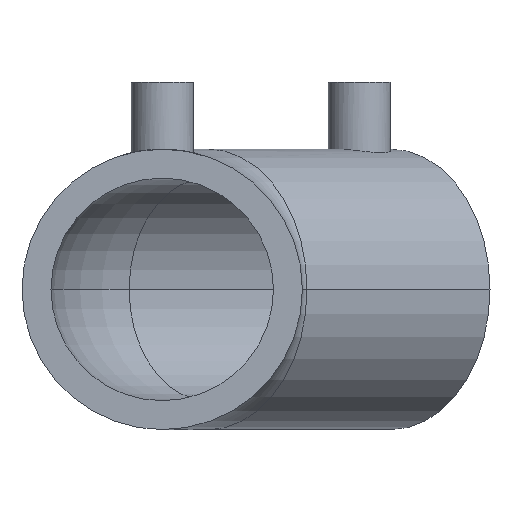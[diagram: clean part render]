
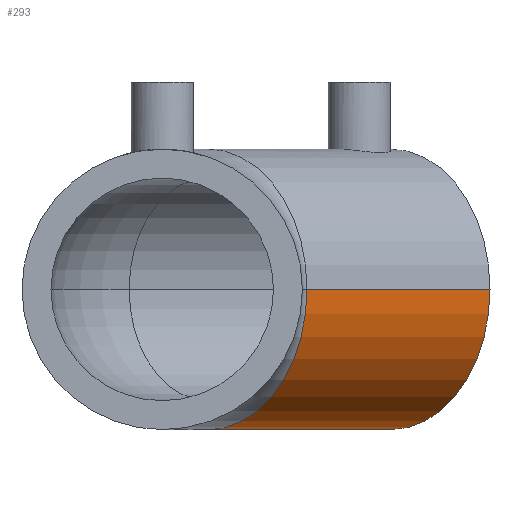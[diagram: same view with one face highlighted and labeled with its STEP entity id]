
A CAD part, front view. The second image highlights one B-rep face of the part: STEP entity #293.
In plain terms, the highlighted cylindrical face has radius 31.5 mm (diameter 63 mm), a partial arc.
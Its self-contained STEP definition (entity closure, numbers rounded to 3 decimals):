
#8 = VECTOR ( 'NONE', #242, 1000. ) ;
#82 = CARTESIAN_POINT ( 'NONE',  ( 29.089, 146.274, 0. ) ) ;
#102 = EDGE_CURVE ( 'NONE', #715, #1019, #477, .T. ) ;
#173 = DIRECTION ( 'NONE',  ( 0.707, 0.707, 0. ) ) ;
#200 = CIRCLE ( 'NONE', #340, 31.5 ) ;
#219 = EDGE_LOOP ( 'NONE', ( #539, #1043, #708, #765 ) ) ;
#237 = CARTESIAN_POINT ( 'NONE',  ( -12.023, 105.163, 0. ) ) ;
#242 = DIRECTION ( 'NONE',  ( 0.707, 0.707, 0. ) ) ;
#262 = DIRECTION ( 'NONE',  ( -0.707, 0.707, 0. ) ) ;
#293 = ADVANCED_FACE ( 'NONE', ( #873 ), #853, .T. ) ;
#329 = AXIS2_PLACEMENT_3D ( 'NONE', #888, #475, #485 ) ;
#340 = AXIS2_PLACEMENT_3D ( 'NONE', #936, #173, #513 ) ;
#364 = DIRECTION ( 'NONE',  ( 0.707, 0.707, 0. ) ) ;
#460 = CARTESIAN_POINT ( 'NONE',  ( 32.525, 60.615, 0. ) ) ;
#464 = EDGE_CURVE ( 'NONE', #637, #715, #720, .T. ) ;
#475 = DIRECTION ( 'NONE',  ( 0.707, 0.707, 0. ) ) ;
#477 = CIRCLE ( 'NONE', #329, 31.5 ) ;
#485 = DIRECTION ( 'NONE',  ( 0., 0., 1. ) ) ;
#513 = DIRECTION ( 'NONE',  ( 0., 0., 1. ) ) ;
#518 = DIRECTION ( 'NONE',  ( 0.707, 0.707, 0. ) ) ;
#539 = ORIENTED_EDGE ( 'NONE', *, *, #464, .F. ) ;
#597 = CARTESIAN_POINT ( 'NONE',  ( 10.251, 82.889, 0. ) ) ;
#637 = VERTEX_POINT ( 'NONE', #460 ) ;
#646 = CARTESIAN_POINT ( 'NONE',  ( 32.525, 60.615, 0. ) ) ;
#647 = EDGE_CURVE ( 'NONE', #779, #1019, #690, .T. ) ;
#690 = LINE ( 'NONE', #782, #752 ) ;
#708 = ORIENTED_EDGE ( 'NONE', *, *, #647, .T. ) ;
#715 = VERTEX_POINT ( 'NONE', #891 ) ;
#720 = LINE ( 'NONE', #646, #8 ) ;
#752 = VECTOR ( 'NONE', #364, 1000. ) ;
#765 = ORIENTED_EDGE ( 'NONE', *, *, #102, .F. ) ;
#779 = VERTEX_POINT ( 'NONE', #237 ) ;
#782 = CARTESIAN_POINT ( 'NONE',  ( -12.023, 105.163, 0. ) ) ;
#846 = AXIS2_PLACEMENT_3D ( 'NONE', #597, #518, #262 ) ;
#853 = CYLINDRICAL_SURFACE ( 'NONE', #846, 31.5 ) ;
#873 = FACE_OUTER_BOUND ( 'NONE', #219, .T. ) ;
#879 = EDGE_CURVE ( 'NONE', #637, #779, #200, .T. ) ;
#888 = CARTESIAN_POINT ( 'NONE',  ( 51.362, 124., 0. ) ) ;
#891 = CARTESIAN_POINT ( 'NONE',  ( 73.636, 101.726, 0. ) ) ;
#936 = CARTESIAN_POINT ( 'NONE',  ( 10.251, 82.889, 0. ) ) ;
#1019 = VERTEX_POINT ( 'NONE', #82 ) ;
#1043 = ORIENTED_EDGE ( 'NONE', *, *, #879, .T. ) ;
